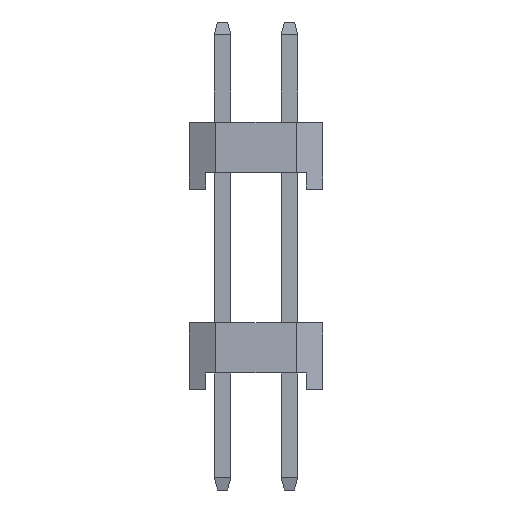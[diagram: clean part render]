
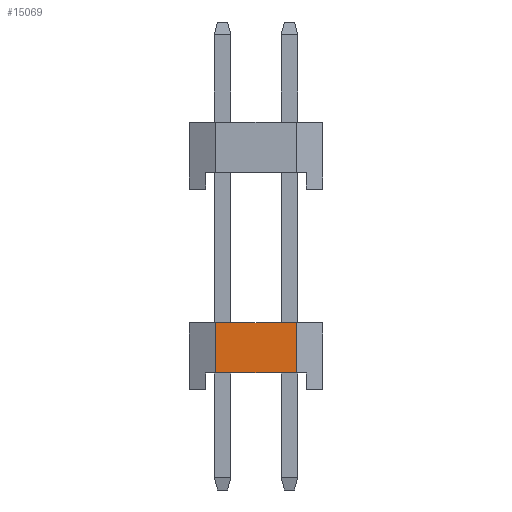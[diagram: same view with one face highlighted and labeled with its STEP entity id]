
A CAD part, left-side view. The second image highlights one B-rep face of the part: STEP entity #15069.
In plain terms, the highlighted planar face has unit normal (-1, 0, 0).
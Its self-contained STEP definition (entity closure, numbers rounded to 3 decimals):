
#234 = ORIENTED_EDGE ( 'NONE', *, *, #4913, .F. ) ;
#392 = VECTOR ( 'NONE', #15621, 1000. ) ;
#1299 = CARTESIAN_POINT ( 'NONE',  ( -30., 1.2, 2. ) ) ;
#2095 = PLANE ( 'NONE',  #12920 ) ;
#3690 = DIRECTION ( 'NONE',  ( 0., -1., 0. ) ) ;
#4093 = VECTOR ( 'NONE', #3690, 1000. ) ;
#4913 = EDGE_CURVE ( 'NONE', #6173, #6698, #6376, .T. ) ;
#5080 = CARTESIAN_POINT ( 'NONE',  ( -30., -1.2, 2. ) ) ;
#5270 = CARTESIAN_POINT ( 'NONE',  ( -30., -1.2, 0.5 ) ) ;
#6003 = CARTESIAN_POINT ( 'NONE',  ( -30., 1.5, 0.5 ) ) ;
#6173 = VERTEX_POINT ( 'NONE', #1299 ) ;
#6326 = DIRECTION ( 'NONE',  ( 1., 0., 0. ) ) ;
#6376 = LINE ( 'NONE', #16874, #4093 ) ;
#6698 = VERTEX_POINT ( 'NONE', #5080 ) ;
#6819 = VERTEX_POINT ( 'NONE', #5270 ) ;
#6826 = ORIENTED_EDGE ( 'NONE', *, *, #15575, .T. ) ;
#7584 = DIRECTION ( 'NONE',  ( 0., 0., -1. ) ) ;
#8485 = LINE ( 'NONE', #14554, #392 ) ;
#8982 = DIRECTION ( 'NONE',  ( 0., 1., 0. ) ) ;
#10445 = VERTEX_POINT ( 'NONE', #11150 ) ;
#11135 = EDGE_CURVE ( 'NONE', #6819, #10445, #16211, .T. ) ;
#11150 = CARTESIAN_POINT ( 'NONE',  ( -30., 1.2, 0.5 ) ) ;
#12207 = CARTESIAN_POINT ( 'NONE',  ( -30., -2., 2. ) ) ;
#12516 = ORIENTED_EDGE ( 'NONE', *, *, #18671, .F. ) ;
#12920 = AXIS2_PLACEMENT_3D ( 'NONE', #12207, #6326, #7584 ) ;
#13099 = ORIENTED_EDGE ( 'NONE', *, *, #11135, .F. ) ;
#13740 = FACE_OUTER_BOUND ( 'NONE', #16921, .T. ) ;
#13804 = VECTOR ( 'NONE', #8982, 1000. ) ;
#14554 = CARTESIAN_POINT ( 'NONE',  ( -30., -1.2, 0. ) ) ;
#15069 = ADVANCED_FACE ( 'NONE', ( #13740 ), #2095, .F. ) ;
#15455 = CARTESIAN_POINT ( 'NONE',  ( -30., 1.2, 0. ) ) ;
#15575 = EDGE_CURVE ( 'NONE', #6819, #6698, #8485, .T. ) ;
#15621 = DIRECTION ( 'NONE',  ( 0., 0., 1. ) ) ;
#16211 = LINE ( 'NONE', #6003, #13804 ) ;
#16874 = CARTESIAN_POINT ( 'NONE',  ( -30., -2., 2. ) ) ;
#16921 = EDGE_LOOP ( 'NONE', ( #12516, #13099, #6826, #234 ) ) ;
#16985 = DIRECTION ( 'NONE',  ( 0., 0., 1. ) ) ;
#17549 = VECTOR ( 'NONE', #16985, 1000. ) ;
#18142 = LINE ( 'NONE', #15455, #17549 ) ;
#18671 = EDGE_CURVE ( 'NONE', #10445, #6173, #18142, .T. ) ;
